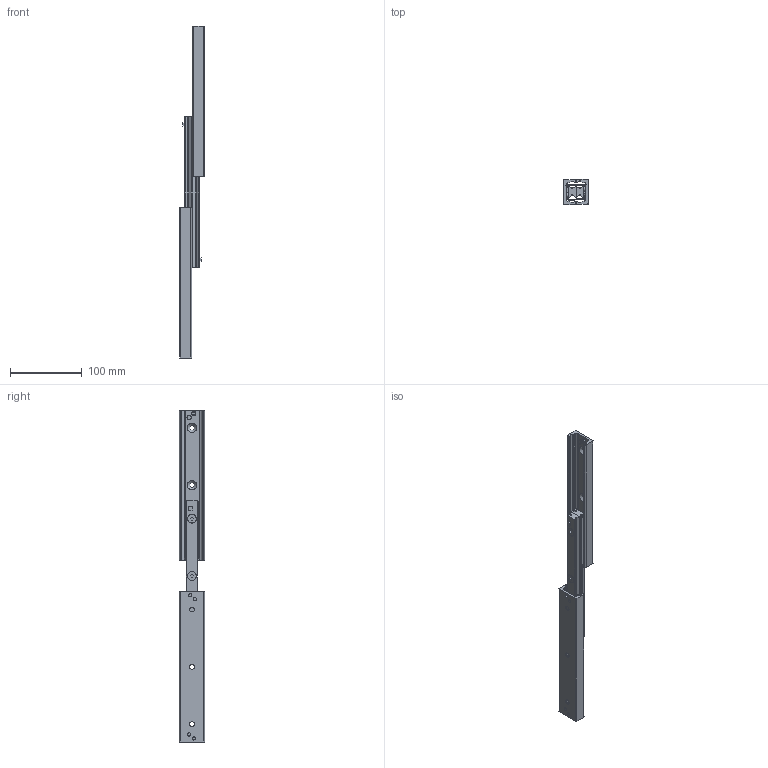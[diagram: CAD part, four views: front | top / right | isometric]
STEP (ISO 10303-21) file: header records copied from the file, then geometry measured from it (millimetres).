
FILE_DESCRIPTION((''),'2;1');
FILE_NAME('LCAD 35-0210.stp','2011-03-01T10:42:05',('MKoza'),(''),'Autodesk Inventor 2009','Autodesk Inventor 2009','');
FILE_SCHEMA(('AUTOMOTIVE_DESIGN { 1 0 10303 214 1 1 1 1 }'));
Length unit declared in the file: millimetre
Products named in the file (9): LCAD 35; LCM 35; LLMD 35; LLMG 35; KF.LCA 35; AS.L 35 5x3,2; AS.L 35 M5x3,2; VKB.L 35 5x10; DIN 7991 M6x20
Assembly tree (19 placements, depth 2):
  LCAD 35
    LCM 35  x2
    LLMD 35
    LLMG 35
    KF.LCA 35  x2
    AS.L 35 5x3,2  x4
    AS.L 35 M5x3,2  x2
    VKB.L 35 5x10  x4
    DIN 7991 M6x20  x3
Bounding box: 34 x 35 x 464 mm (x, y, z)
Volume: 152863.4 mm3; surface area: 95986.8 mm2
Topology: 19 solids, 19 shells, 342 faces, 857 edges, 562 vertices
Faces by surface type: plane 193, cylinder 94, bspline 39, cone 16
Full cylindrical faces by diameter (mm): 5 x10, 6 x9, 12 x3
Entity records: 6371 total; most frequent: CARTESIAN_POINT 1733, DIRECTION 928, ORIENTED_EDGE 842, EDGE_CURVE 421, AXIS2_PLACEMENT_3D 341, VERTEX_POINT 301, EDGE_LOOP 260, VECTOR 246
